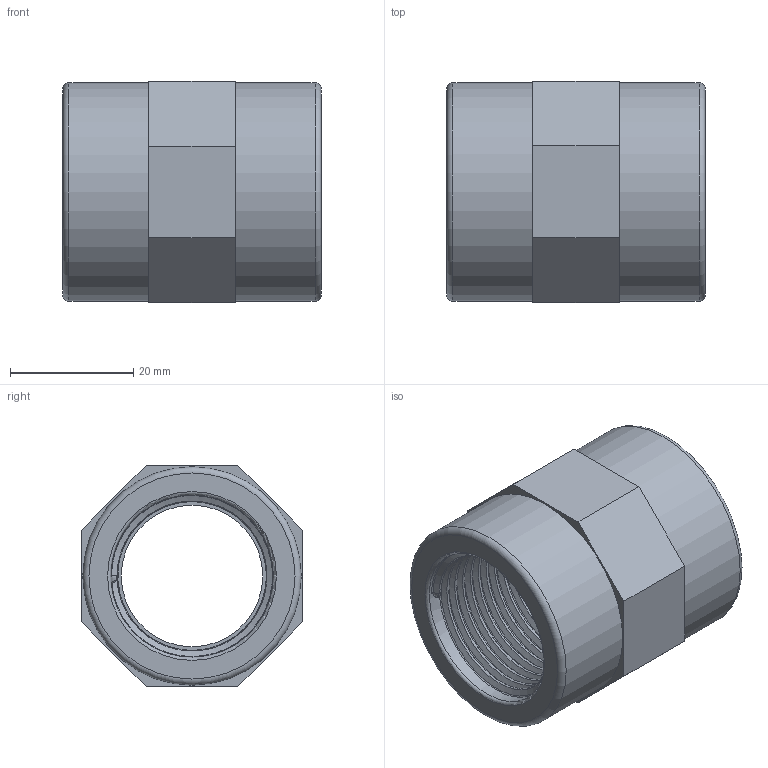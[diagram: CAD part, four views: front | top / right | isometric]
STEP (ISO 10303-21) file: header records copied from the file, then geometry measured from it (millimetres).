
FILE_DESCRIPTION (( 'STEP AP203' ), '1' );
FILE_NAME ('00230_0505.STEP', '2017-07-26T10:10:58', ( '' ), ( '' ), 'SwSTEP 2.0', 'SolidWorks 2011', '' );
FILE_SCHEMA (( 'CONFIG_CONTROL_DESIGN' ));
Length unit declared in the file: millimetre
Products named in the file (1): 00230_0505
Bounding box: 42 x 36 x 36 mm (x, y, z)
Volume: 21570.6 mm3; surface area: 11274.2 mm2
Topology: 1 solids, 1 shells, 63 faces, 171 edges, 110 vertices
Faces by surface type: cylinder 25, plane 14, bspline 10, torus 10, cone 4
Full cylindrical faces by diameter (mm): 23 x1, 26.441 x20, 35.5 x2
Entity records: 10667 total; most frequent: CARTESIAN_POINT 9722, ORIENTED_EDGE 192, DIRECTION 146, EDGE_CURVE 96, VERTEX_POINT 68, AXIS2_PLACEMENT_3D 60, EDGE_LOOP 58, FACE_OUTER_BOUND 52
